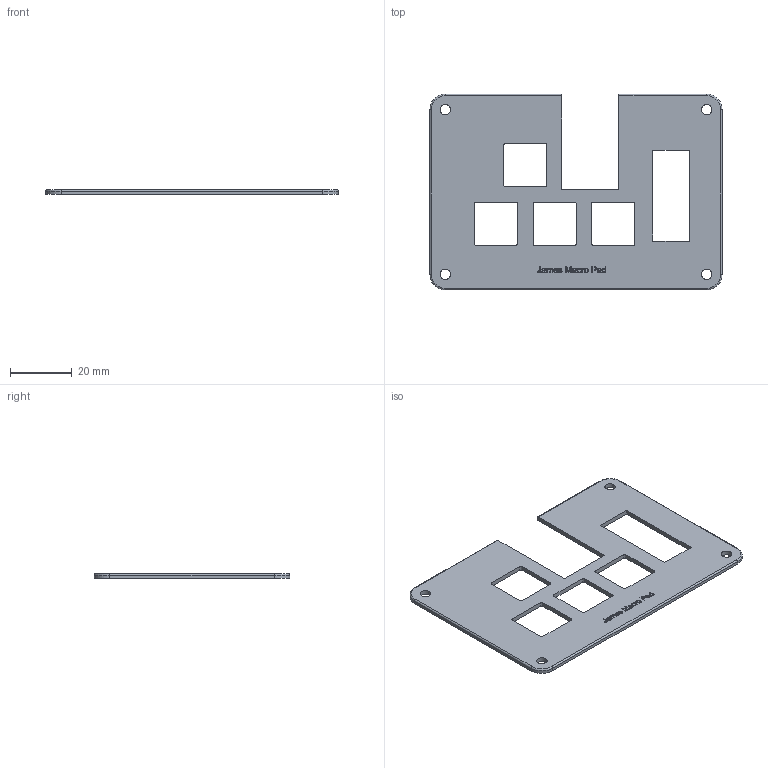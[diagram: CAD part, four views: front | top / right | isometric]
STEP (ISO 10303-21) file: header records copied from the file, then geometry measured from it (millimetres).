
FILE_DESCRIPTION(/* description */ (''),/* implementation_level */ '2;1');
FILE_NAME(/* name */ 'Case Lid v2.step',/* time_stamp */ '2025-11-27T19:38:12-07:00',/* author */ (''),/* organization */ (''),/* preprocessor_version */ 'ST-DEVELOPER v20.1',/* originating_system */ 'Autodesk Translation Framework v14.21.0.0',/* authorisation */ '');
FILE_SCHEMA (('AUTOMOTIVE_DESIGN { 1 0 10303 214 3 1 1 }'));
Length unit declared in the file: millimetre
Products named in the file (1): Case Lid v2
Bounding box: 94.82 x 63.46 x 1.5 mm (x, y, z)
Volume: 6355.9 mm3; surface area: 9534.3 mm2
Topology: 1 solids, 1 shells, 394 faces, 1108 edges, 736 vertices
Faces by surface type: bspline 245, plane 116, cylinder 29, torus 4
Full cylindrical faces by diameter (mm): 3.4 x4
Entity records: 15009 total; most frequent: CARTESIAN_POINT 6404, ORIENTED_EDGE 2216, EDGE_CURVE 1108, DIRECTION 980, VERTEX_POINT 736, LINE 556, VECTOR 556, B_SPLINE_CURVE_WITH_KNOTS 490
